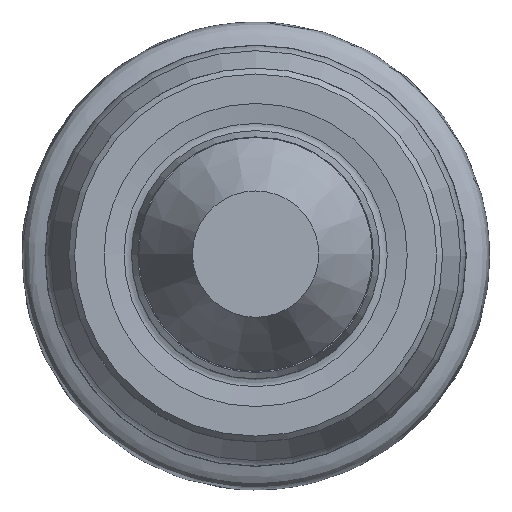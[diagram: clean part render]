
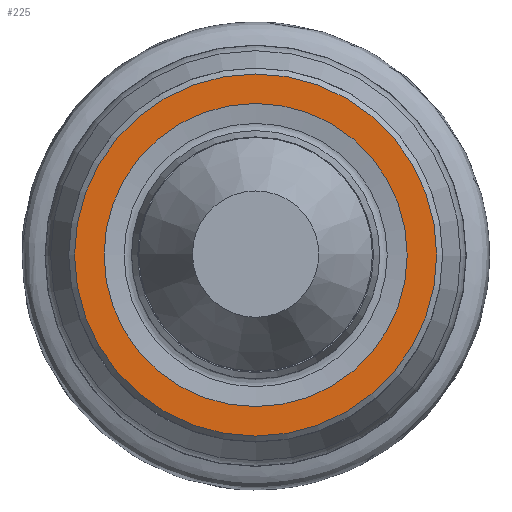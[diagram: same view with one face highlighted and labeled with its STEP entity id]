
A CAD part, top view. The second image highlights one B-rep face of the part: STEP entity #225.
In plain terms, the highlighted planar face has unit normal (0, 0, 1).
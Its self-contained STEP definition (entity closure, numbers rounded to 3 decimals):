
#177=PLANE('',#846);
#225=ADVANCED_FACE('CU_SU1',(#292,#293),#177,.F.);
#292=FACE_BOUND('',#374,.T.);
#293=FACE_BOUND('',#375,.T.);
#374=EDGE_LOOP('',(#514));
#375=EDGE_LOOP('',(#515));
#514=ORIENTED_EDGE('',*,*,#657,.F.);
#515=ORIENTED_EDGE('',*,*,#658,.T.);
#586=VERTEX_POINT('',#1382);
#587=VERTEX_POINT('',#1385);
#657=EDGE_CURVE('',#586,#586,#699,.T.);
#658=EDGE_CURVE('',#587,#587,#700,.T.);
#699=CIRCLE('',#843,6.2);
#700=CIRCLE('',#845,5.19);
#843=AXIS2_PLACEMENT_3D('',#1381,#1020,#1021);
#845=AXIS2_PLACEMENT_3D('',#1384,#1024,#1025);
#846=AXIS2_PLACEMENT_3D('',#1386,#1026,#1027);
#1020=DIRECTION('',(0.,0.,-1.));
#1021=DIRECTION('',(-1.,0.,0.));
#1024=DIRECTION('',(0.,0.,-1.));
#1025=DIRECTION('',(-1.,0.,0.));
#1026=DIRECTION('',(0.,0.,-1.));
#1027=DIRECTION('',(-1.,0.,0.));
#1381=CARTESIAN_POINT('',(0.,0.,0.));
#1382=CARTESIAN_POINT('',(-6.2,0.,0.));
#1384=CARTESIAN_POINT('',(0.,0.,0.));
#1385=CARTESIAN_POINT('',(-5.19,0.,0.));
#1386=CARTESIAN_POINT('',(0.,5.19,0.));
